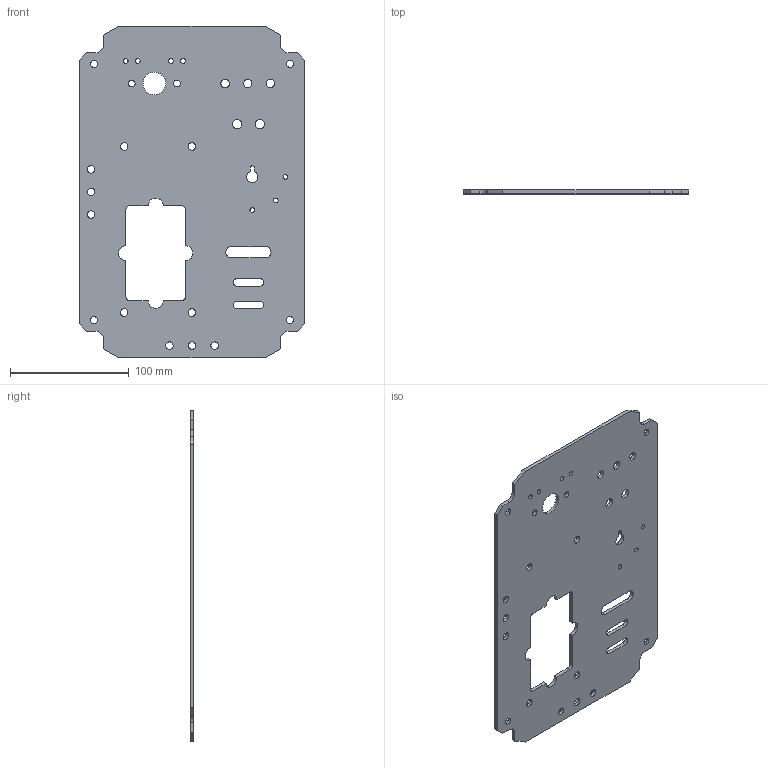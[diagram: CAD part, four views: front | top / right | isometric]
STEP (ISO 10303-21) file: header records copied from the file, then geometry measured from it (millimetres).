
FILE_DESCRIPTION(('FTC-09 geometry with PMI representation and/or presentation','from the NIST MBE PMI Validation and Conformance Testing Project','https://go.usa.gov/mGVm'),'2;1');
FILE_NAME('nist_ftc_09_asme1_ap242-e1.stp','2019-05-24T16:03:21+01:00',(''),(''),'','','');
FILE_SCHEMA(('AP242_MANAGED_MODEL_BASED_3D_ENGINEERING_MIM_LF {1 0 10303 442 1 1 4 }'));
Length unit declared in the file: inch
Products named in the file (1): NIST PMI FTC 09 ASME1
Bounding box: 190.5 x 3.04 x 279.4 mm (x, y, z)
Volume: 136445.1 mm3; surface area: 96614.3 mm2
Topology: 1 solids, 1 shells, 161 faces, 463 edges, 306 vertices
Faces by surface type: cylinder 91, plane 62, bspline 8
Entity records: 15281 total; most frequent: COORDINATES_LIST 2895, TESSELLATED_CURVE_SET 2895, CARTESIAN_POINT 1062, DIRECTION 1006, ORIENTED_EDGE 926, EDGE_CURVE 463, AXIS2_PLACEMENT_3D 366, VERTEX_POINT 306
